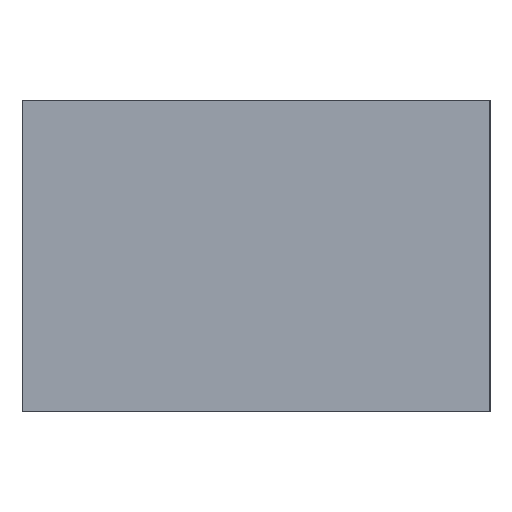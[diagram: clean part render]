
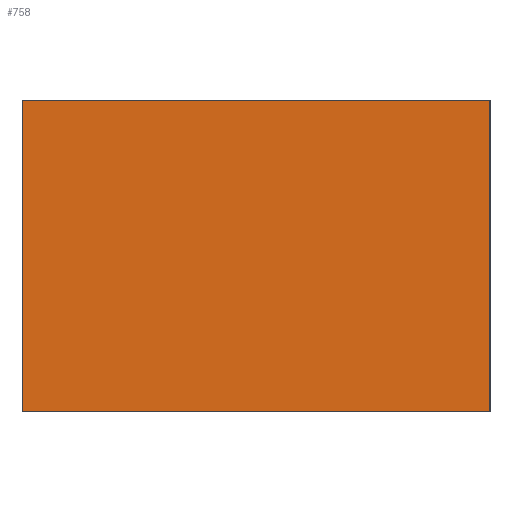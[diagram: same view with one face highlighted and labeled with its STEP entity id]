
A CAD part, left-side view. The second image highlights one B-rep face of the part: STEP entity #758.
In plain terms, the highlighted planar face has unit normal (-1, 0, 0).
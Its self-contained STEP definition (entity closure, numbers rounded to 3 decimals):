
#12 = EDGE_CURVE ( 'NONE', #893, #524, #94, .T. ) ;
#33 = CARTESIAN_POINT ( 'NONE',  ( -170., 30., 46.056 ) ) ;
#41 = LINE ( 'NONE', #468, #218 ) ;
#55 = LINE ( 'NONE', #564, #387 ) ;
#61 = CARTESIAN_POINT ( 'NONE',  ( -170., 30., 10. ) ) ;
#94 = LINE ( 'NONE', #563, #726 ) ;
#110 = DIRECTION ( 'NONE',  ( 1., 0., 0. ) ) ;
#157 = ORIENTED_EDGE ( 'NONE', *, *, #811, .T. ) ;
#200 = EDGE_LOOP ( 'NONE', ( #838, #260, #879, #157 ) ) ;
#201 = DIRECTION ( 'NONE',  ( 0., -1., 0. ) ) ;
#218 = VECTOR ( 'NONE', #904, 1000. ) ;
#260 = ORIENTED_EDGE ( 'NONE', *, *, #761, .T. ) ;
#269 = DIRECTION ( 'NONE',  ( 0., 0., -1. ) ) ;
#280 = DIRECTION ( 'NONE',  ( 0., 0., -1. ) ) ;
#290 = CARTESIAN_POINT ( 'NONE',  ( -170., 0., -10. ) ) ;
#307 = EDGE_CURVE ( 'NONE', #750, #388, #888, .T. ) ;
#315 = DIRECTION ( 'NONE',  ( 0., 0., -1. ) ) ;
#358 = CARTESIAN_POINT ( 'NONE',  ( -170., 0., 10. ) ) ;
#387 = VECTOR ( 'NONE', #201, 1000. ) ;
#388 = VERTEX_POINT ( 'NONE', #421 ) ;
#413 = FACE_OUTER_BOUND ( 'NONE', #200, .T. ) ;
#421 = CARTESIAN_POINT ( 'NONE',  ( -170., 30., -10. ) ) ;
#468 = CARTESIAN_POINT ( 'NONE',  ( -170., 0., 10. ) ) ;
#524 = VERTEX_POINT ( 'NONE', #290 ) ;
#563 = CARTESIAN_POINT ( 'NONE',  ( -170., 0., 46.056 ) ) ;
#564 = CARTESIAN_POINT ( 'NONE',  ( -170., 0., -10. ) ) ;
#726 = VECTOR ( 'NONE', #269, 1000. ) ;
#750 = VERTEX_POINT ( 'NONE', #61 ) ;
#758 = ADVANCED_FACE ( 'NONE', ( #413 ), #760, .F. ) ;
#760 = PLANE ( 'NONE',  #902 ) ;
#761 = EDGE_CURVE ( 'NONE', #893, #750, #41, .T. ) ;
#803 = VECTOR ( 'NONE', #315, 1000. ) ;
#811 = EDGE_CURVE ( 'NONE', #388, #524, #55, .T. ) ;
#838 = ORIENTED_EDGE ( 'NONE', *, *, #12, .F. ) ;
#879 = ORIENTED_EDGE ( 'NONE', *, *, #307, .T. ) ;
#888 = LINE ( 'NONE', #33, #803 ) ;
#893 = VERTEX_POINT ( 'NONE', #358 ) ;
#902 = AXIS2_PLACEMENT_3D ( 'NONE', #925, #110, #280 ) ;
#904 = DIRECTION ( 'NONE',  ( 0., 1., 0. ) ) ;
#925 = CARTESIAN_POINT ( 'NONE',  ( -170., 0., 46.056 ) ) ;
